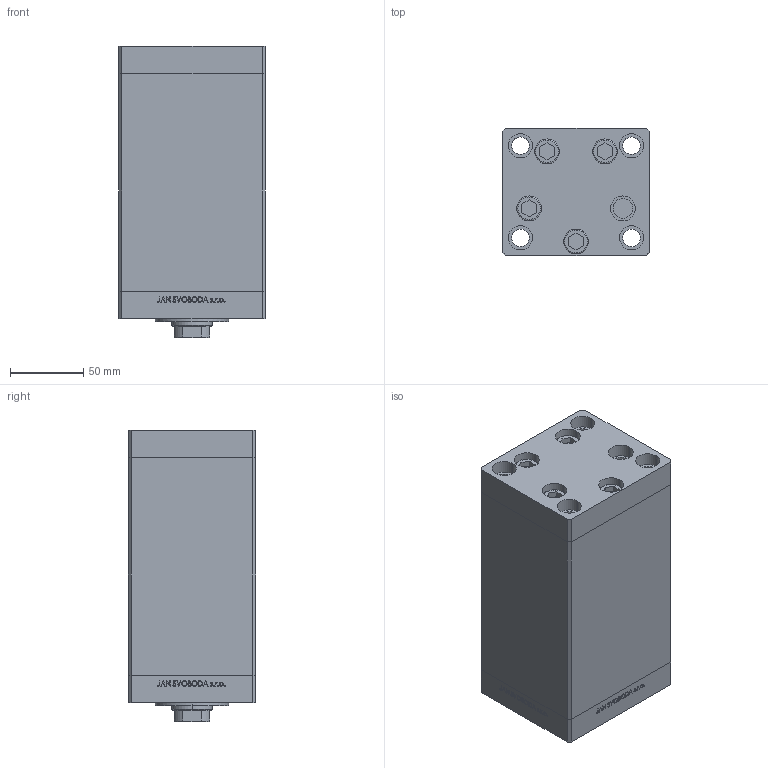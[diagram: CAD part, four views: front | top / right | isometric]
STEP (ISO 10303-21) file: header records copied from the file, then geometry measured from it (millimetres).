
FILE_DESCRIPTION (( 'STEP AP203' ), '1' );
FILE_NAME ('6a6a.STEP', '2024-01-09T01:53:00', ( '' ), ( '' ), 'SwSTEP 2.0', 'SolidWorks 2019', '' );
FILE_SCHEMA (( 'CONFIG_CONTROL_DESIGN' ));
Length unit declared in the file: millimetre
Products named in the file (6): V220C BACK_C 5c5a7c5300678e6e7de35d0fdd99bd01; V220C FRONT 5c5a7c5300678e6e7de35d0fdd99bd01; V220C_VC_C 5c5a7c5300678e6e7de35d0fdd99bd01; V220C_C MIDDLE 5c5a7c5300678e6e7de35d0fdd99bd01; ALLEN BOLT 5c5a7c5300678e6e7de35d0fdd99bd01; 6a6a
Assembly tree (13 placements, depth 2):
  6a6a
    ALLEN BOLT 5c5a7c5300678e6e7de35d0fdd99bd01  x9
    V220C_C MIDDLE 5c5a7c5300678e6e7de35d0fdd99bd01
    V220C FRONT 5c5a7c5300678e6e7de35d0fdd99bd01
    V220C_VC_C 5c5a7c5300678e6e7de35d0fdd99bd01
    V220C BACK_C 5c5a7c5300678e6e7de35d0fdd99bd01
Bounding box: 100 x 87 x 199.5 mm (x, y, z)
Volume: 1331806.9 mm3; surface area: 229693.1 mm2
Topology: 13 solids, 13 shells, 1172 faces, 2936 edges, 1926 vertices
Faces by surface type: plane 542, bspline 380, cylinder 168, cone 42, torus 40
Entity records: 49624 total; most frequent: CARTESIAN_POINT 26689, ORIENTED_EDGE 5132, DIRECTION 3361, EDGE_CURVE 2566, VERTEX_POINT 1702, VECTOR 1479, LINE 1479, EDGE_LOOP 1174
